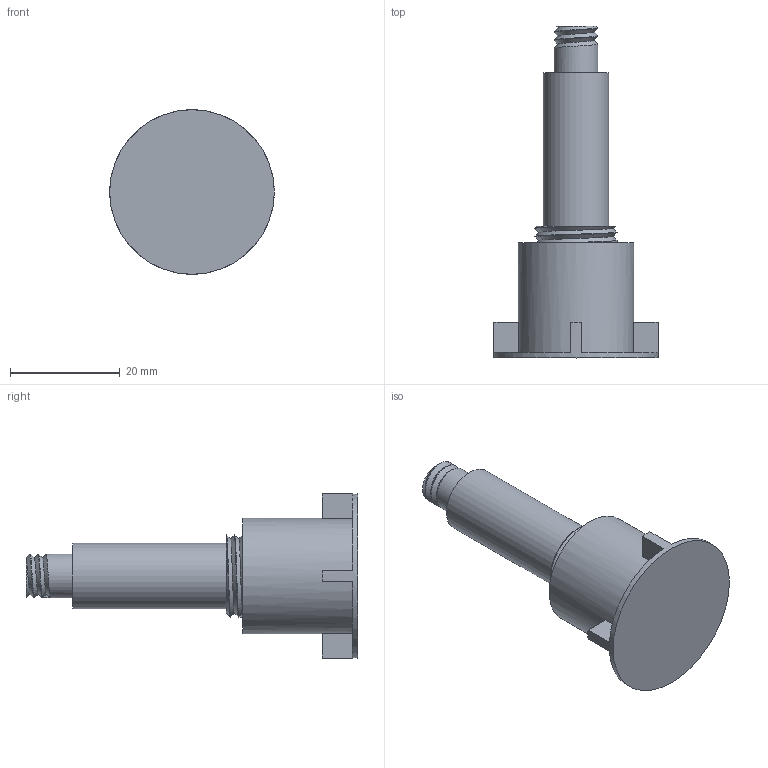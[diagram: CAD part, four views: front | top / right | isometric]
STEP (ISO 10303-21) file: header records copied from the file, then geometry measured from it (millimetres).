
FILE_DESCRIPTION(/* description */ (''),/* implementation_level */ '2;1');
FILE_NAME(/* name */ 'axis_out.stp',/* time_stamp */ '2025-10-30T11:45:29+09:00',/* author */ ('hibik'),/* organization */ (''),/* preprocessor_version */ 'ST-DEVELOPER v20.1',/* originating_system */ 'Autodesk Inventor 2026',/* authorisation */ '');
FILE_SCHEMA (('AUTOMOTIVE_DESIGN { 1 0 10303 214 3 1 1 }'));
Length unit declared in the file: millimetre
Products named in the file (1): axis_out
Bounding box: 30 x 60.5 x 30 mm (x, y, z)
Volume: 11880.2 mm3; surface area: 4497.9 mm2
Topology: 1 solids, 1 shells, 37 faces, 95 edges, 63 vertices
Faces by surface type: plane 23, cylinder 9, bspline 5
Full cylindrical faces by diameter (mm): 8 x2, 12 x1, 15 x1, 21 x1, 30 x1
Entity records: 2589 total; most frequent: CARTESIAN_POINT 1663, ORIENTED_EDGE 190, DIRECTION 166, EDGE_CURVE 95, VERTEX_POINT 63, AXIS2_PLACEMENT_3D 59, LINE 48, VECTOR 48
